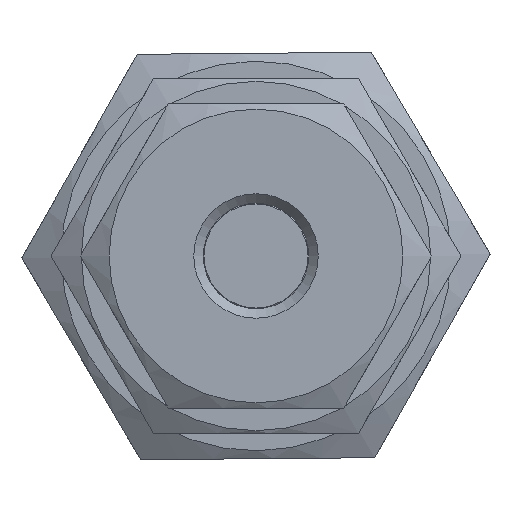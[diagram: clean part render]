
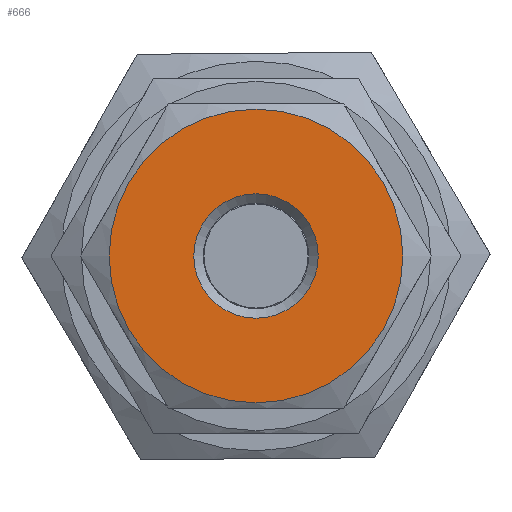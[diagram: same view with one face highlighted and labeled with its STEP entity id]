
A CAD part, left-side view. The second image highlights one B-rep face of the part: STEP entity #666.
In plain terms, the highlighted planar face has unit normal (-1, 0, 0).
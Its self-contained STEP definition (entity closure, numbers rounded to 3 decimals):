
#639=CARTESIAN_POINT('',(-14.814,-4.685,-5.556));
#640=DIRECTION('',(-1.0,0.0,0.0));
#641=DIRECTION('',(0.0,0.0,-1.0));
#642=AXIS2_PLACEMENT_3D('',#639,#640,#641);
#643=PLANE('',#642);
#644=CARTESIAN_POINT('',(-14.814,-6.985,-5.556));
#645=VERTEX_POINT('',#644);
#646=CARTESIAN_POINT('',(-14.814,-2.385,-5.556));
#647=DIRECTION('',(1.0,0.0,0.0));
#648=DIRECTION('',(0.0,-1.0,0.0));
#649=AXIS2_PLACEMENT_3D('',#646,#647,#648);
#650=CIRCLE('',#649,4.6);
#651=EDGE_CURVE('',#645,#645,#650,.T.);
#652=ORIENTED_EDGE('',*,*,#651,.F.);
#653=EDGE_LOOP('',(#652));
#654=FACE_OUTER_BOUND('',#653,.T.);
#655=CARTESIAN_POINT('',(-14.814,-0.435,-5.556));
#656=VERTEX_POINT('',#655);
#657=CARTESIAN_POINT('',(-14.814,-2.385,-5.556));
#658=DIRECTION('',(-1.0,0.0,0.0));
#659=DIRECTION('',(0.0,-1.0,0.0));
#660=AXIS2_PLACEMENT_3D('',#657,#658,#659);
#661=CIRCLE('',#660,1.95);
#662=EDGE_CURVE('',#656,#656,#661,.T.);
#663=ORIENTED_EDGE('',*,*,#662,.F.);
#664=EDGE_LOOP('',(#663));
#665=FACE_BOUND('',#664,.T.);
#666=ADVANCED_FACE('',(#654,#665),#643,.T.);
